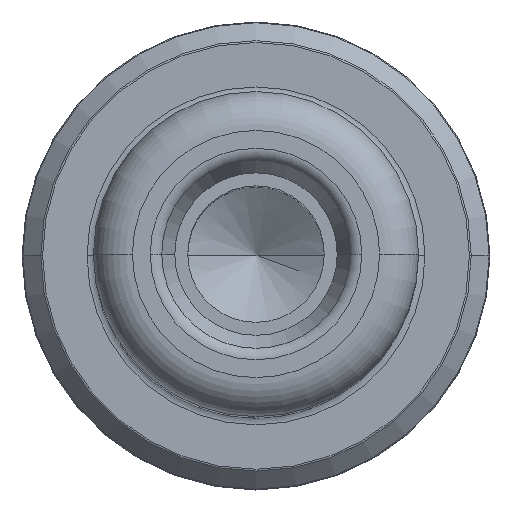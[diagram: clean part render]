
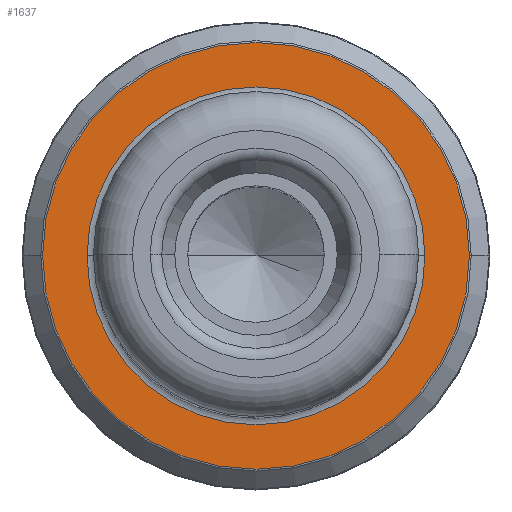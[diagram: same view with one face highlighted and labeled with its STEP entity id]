
A CAD part, top view. The second image highlights one B-rep face of the part: STEP entity #1637.
In plain terms, the highlighted planar face has unit normal (0, 0, 1).
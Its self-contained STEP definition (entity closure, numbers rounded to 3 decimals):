
#134 = AXIS2_PLACEMENT_3D ( 'NONE', #1990, #1467, #2289 ) ;
#135 = DIRECTION ( 'NONE',  ( 1., 0., 0. ) ) ;
#234 = ORIENTED_EDGE ( 'NONE', *, *, #3208, .T. ) ;
#262 = EDGE_CURVE ( 'NONE', #2915, #3044, #295, .T. ) ;
#295 = CIRCLE ( 'NONE', #2384, 16.417 ) ;
#461 = DIRECTION ( 'NONE',  ( 0., 0., 1. ) ) ;
#500 = AXIS2_PLACEMENT_3D ( 'NONE', #3172, #2032, #3432 ) ;
#543 = AXIS2_PLACEMENT_3D ( 'NONE', #659, #2377, #2432 ) ;
#659 = CARTESIAN_POINT ( 'NONE',  ( 0., 0., 26. ) ) ;
#683 = CARTESIAN_POINT ( 'NONE',  ( 0., 0., 26. ) ) ;
#725 = VERTEX_POINT ( 'NONE', #1134 ) ;
#740 = CARTESIAN_POINT ( 'NONE',  ( -13., 0., 26. ) ) ;
#822 = EDGE_CURVE ( 'NONE', #725, #945, #1640, .T. ) ;
#894 = FACE_BOUND ( 'NONE', #2998, .T. ) ;
#945 = VERTEX_POINT ( 'NONE', #740 ) ;
#1013 = DIRECTION ( 'NONE',  ( 0., 0., -1. ) ) ;
#1134 = CARTESIAN_POINT ( 'NONE',  ( 13., 0., 26. ) ) ;
#1363 = AXIS2_PLACEMENT_3D ( 'NONE', #683, #1013, #1825 ) ;
#1414 = CIRCLE ( 'NONE', #1363, 13. ) ;
#1467 = DIRECTION ( 'NONE',  ( 0., 0., 1. ) ) ;
#1608 = EDGE_CURVE ( 'NONE', #3044, #2915, #1794, .T. ) ;
#1637 = ADVANCED_FACE ( 'NONE', ( #894, #2045 ), #3166, .T. ) ;
#1640 = CIRCLE ( 'NONE', #500, 13. ) ;
#1794 = CIRCLE ( 'NONE', #134, 16.417 ) ;
#1825 = DIRECTION ( 'NONE',  ( -1., 0., 0. ) ) ;
#1990 = CARTESIAN_POINT ( 'NONE',  ( 0., 0., 26. ) ) ;
#2032 = DIRECTION ( 'NONE',  ( 0., 0., -1. ) ) ;
#2045 = FACE_OUTER_BOUND ( 'NONE', #3435, .T. ) ;
#2289 = DIRECTION ( 'NONE',  ( 1., 0., 0. ) ) ;
#2377 = DIRECTION ( 'NONE',  ( 0., 0., 1. ) ) ;
#2384 = AXIS2_PLACEMENT_3D ( 'NONE', #2981, #461, #135 ) ;
#2432 = DIRECTION ( 'NONE',  ( 1., 0., 0. ) ) ;
#2445 = CARTESIAN_POINT ( 'NONE',  ( -16.417, 0., 26. ) ) ;
#2540 = ORIENTED_EDGE ( 'NONE', *, *, #1608, .T. ) ;
#2610 = CARTESIAN_POINT ( 'NONE',  ( 16.417, 0., 26. ) ) ;
#2785 = ORIENTED_EDGE ( 'NONE', *, *, #262, .T. ) ;
#2915 = VERTEX_POINT ( 'NONE', #2445 ) ;
#2916 = ORIENTED_EDGE ( 'NONE', *, *, #822, .T. ) ;
#2981 = CARTESIAN_POINT ( 'NONE',  ( 0., 0., 26. ) ) ;
#2998 = EDGE_LOOP ( 'NONE', ( #234, #2916 ) ) ;
#3044 = VERTEX_POINT ( 'NONE', #2610 ) ;
#3166 = PLANE ( 'NONE',  #543 ) ;
#3172 = CARTESIAN_POINT ( 'NONE',  ( 0., 0., 26. ) ) ;
#3208 = EDGE_CURVE ( 'NONE', #945, #725, #1414, .T. ) ;
#3432 = DIRECTION ( 'NONE',  ( -1., 0., 0. ) ) ;
#3435 = EDGE_LOOP ( 'NONE', ( #2540, #2785 ) ) ;
